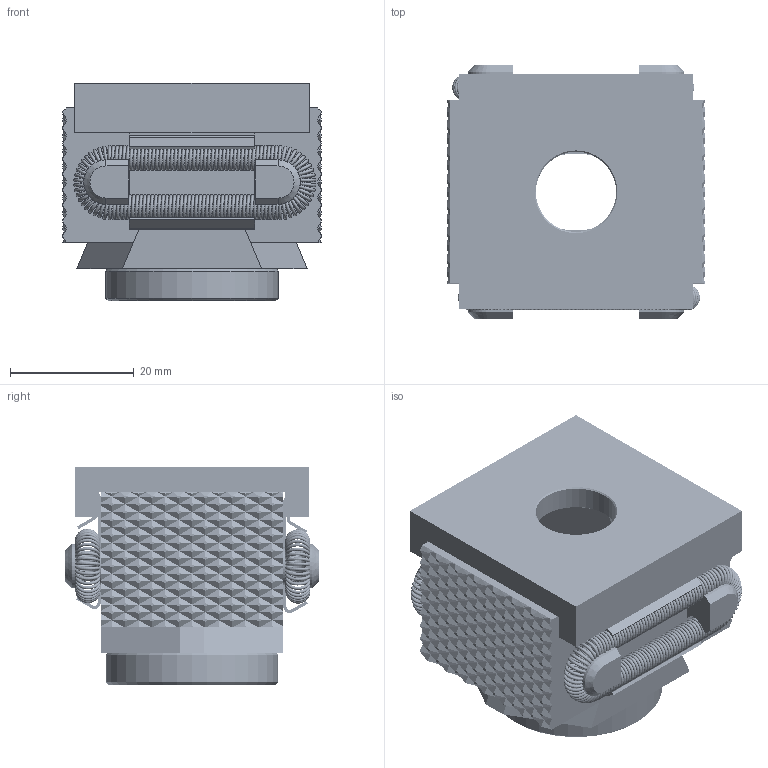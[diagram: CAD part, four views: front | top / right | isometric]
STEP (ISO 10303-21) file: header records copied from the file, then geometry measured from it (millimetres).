
FILE_DESCRIPTION(/* description */ ('LOHKO'),/* implementation_level */ '2;1');
FILE_NAME(/* name */ 'DK2-VT-PD.stp',/* time_stamp */ '2016-08-04T11:44:17+03:00',/* author */ ('saljy'),/* organization */ (''),/* preprocessor_version */ 'ST-DEVELOPER v15.6',/* originating_system */ 'Autodesk Inventor 2015',/* authorisation */ '');
FILE_SCHEMA (('CONFIG_CONTROL_DESIGN'));
Length unit declared in the file: millimetre
Products named in the file (10): PLDK2-VT; SID; KIDK2-VT; JDK P S; JDK-PÄÄTY; JDK; DK2-VT; DB1; DP; DK2-VT-PD
Assembly tree (12 placements, depth 4):
  DK2-VT-PD
    DK2-VT
      PLDK2-VT  x2
      SID  x2
      KIDK2-VT
      JDK  x2
        JDK P S
        JDK-PÄÄTY
    DB1
    DP
Bounding box: 41.86 x 41 x 35.23 mm (x, y, z)
Volume: 34299.8 mm3; surface area: 23954.3 mm2
Topology: 11 solids, 11 shells, 2619 faces, 6214 edges, 3462 vertices
Faces by surface type: plane 1881, torus 547, bspline 126, cylinder 54, cone 11
Full cylindrical faces by diameter (mm): 13 x2, 18 x1, 28 x1
Entity records: 39769 total; most frequent: CARTESIAN_POINT 10213, DIRECTION 5866, ORIENTED_EDGE 5780, EDGE_CURVE 2890, AXIS2_PLACEMENT_3D 1986, LINE 1894, VECTOR 1894, EDGE_LOOP 1739
